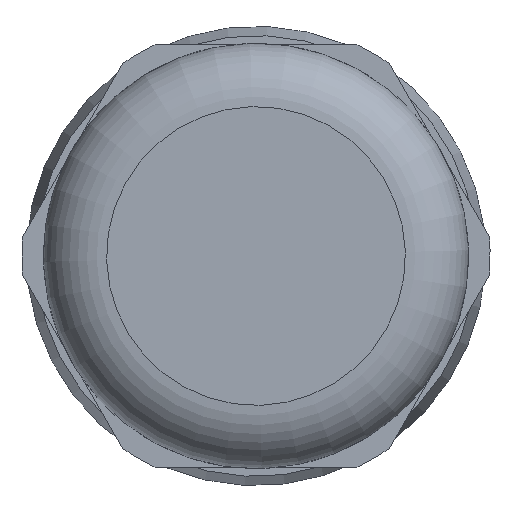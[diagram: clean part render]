
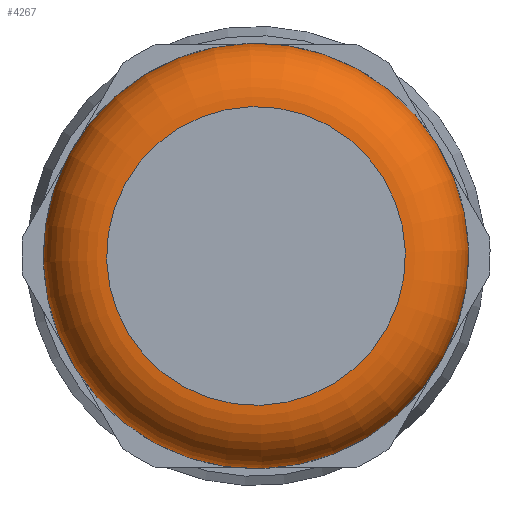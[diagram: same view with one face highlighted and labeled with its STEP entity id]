
A CAD part, left-side view. The second image highlights one B-rep face of the part: STEP entity #4267.
In plain terms, the highlighted toroidal (fillet/blend) face has major radius 6 mm and minor radius 2.535 mm.
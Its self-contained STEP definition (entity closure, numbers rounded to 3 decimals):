
#81=FACE_BOUND('',#902,.T.);
#348=CIRCLE('',#4666,8.535);
#349=CIRCLE('',#4667,6.);
#558=TOROIDAL_SURFACE('',#4665,6.,2.535);
#649=FACE_OUTER_BOUND('',#901,.T.);
#901=EDGE_LOOP('',(#3221));
#902=EDGE_LOOP('',(#3222));
#1940=VERTEX_POINT('',#7110);
#1941=VERTEX_POINT('',#7112);
#2442=EDGE_CURVE('',#1940,#1940,#348,.T.);
#2443=EDGE_CURVE('',#1941,#1941,#349,.T.);
#3221=ORIENTED_EDGE('',*,*,#2442,.F.);
#3222=ORIENTED_EDGE('',*,*,#2443,.T.);
#4267=ADVANCED_FACE('',(#649,#81),#558,.T.);
#4665=AXIS2_PLACEMENT_3D('',#7109,#5522,#5523);
#4666=AXIS2_PLACEMENT_3D('',#7111,#5524,#5525);
#4667=AXIS2_PLACEMENT_3D('',#7113,#5526,#5527);
#5522=DIRECTION('center_axis',(1.,0.,0.));
#5523=DIRECTION('ref_axis',(0.,0.,-1.));
#5524=DIRECTION('center_axis',(1.,0.,0.));
#5525=DIRECTION('ref_axis',(0.,0.,-1.));
#5526=DIRECTION('center_axis',(1.,0.,0.));
#5527=DIRECTION('ref_axis',(0.,0.,-1.));
#7109=CARTESIAN_POINT('Origin',(-1.575,0.,
0.));
#7110=CARTESIAN_POINT('',(-1.575,8.535,0.));
#7111=CARTESIAN_POINT('Origin',(-1.575,0.,
0.));
#7112=CARTESIAN_POINT('',(-4.11,6.,0.));
#7113=CARTESIAN_POINT('Origin',(-4.11,0.,
0.));
